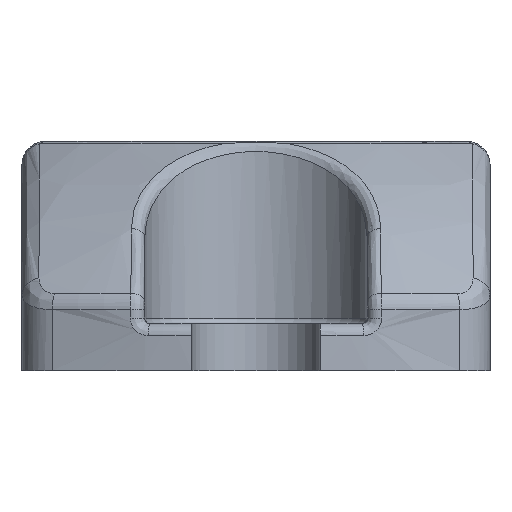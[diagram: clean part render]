
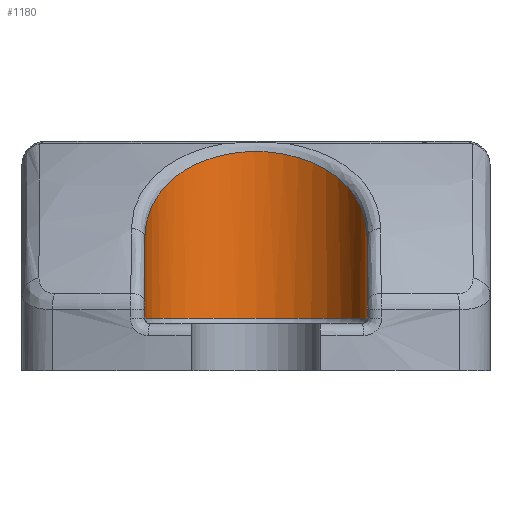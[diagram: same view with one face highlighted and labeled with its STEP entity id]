
A CAD part, front view. The second image highlights one B-rep face of the part: STEP entity #1180.
In plain terms, the highlighted cylindrical face has radius 4.75 mm (diameter 9.5 mm), a partial arc.
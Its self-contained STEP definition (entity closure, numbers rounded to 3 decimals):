
#269=CYLINDRICAL_SURFACE('',#7332,4.75);
#440=FACE_OUTER_BOUND('',#2858,.T.);
#889=B_SPLINE_CURVE_WITH_KNOTS('',3,(#10201,#10202,#10203,#10204,#10205,
#10206,#10207,#10208,#10209,#10210,#10211,#10212,#10213,#10214,#10215,#10216,
#10217,#10218,#10219,#10220,#10221,#10222,#10223,#10224,#10225,#10226,#10227,
#10228),.UNSPECIFIED.,.F.,.F.,(4,2,2,2,1,2,2,2,2,2,2,1,2,2,4),(0.,0.125,
0.188,0.219,0.234,0.242,0.25,0.5,0.625,
0.688,0.719,0.734,0.742,
0.75,1.),.UNSPECIFIED.);
#1180=ADVANCED_FACE('',(#440),#269,.F.);
#1844=LINE('',#10199,#2327);
#1845=LINE('',#10230,#2328);
#2327=VECTOR('',#7992,1.);
#2328=VECTOR('',#7995,1.);
#2858=EDGE_LOOP('',(#3464,#3465,#3466,#3467));
#3464=ORIENTED_EDGE('',*,*,#6165,.T.);
#3465=ORIENTED_EDGE('',*,*,#6166,.T.);
#3466=ORIENTED_EDGE('',*,*,#6167,.T.);
#3467=ORIENTED_EDGE('',*,*,#6168,.T.);
#5519=VERTEX_POINT('',#10181);
#5523=VERTEX_POINT('',#10198);
#5524=VERTEX_POINT('',#10229);
#5525=VERTEX_POINT('',#10231);
#6165=EDGE_CURVE('',#5519,#5523,#1844,.T.);
#6166=EDGE_CURVE('',#5523,#5524,#889,.T.);
#6167=EDGE_CURVE('',#5524,#5525,#1845,.T.);
#6168=EDGE_CURVE('',#5525,#5519,#7077,.T.);
#7077=CIRCLE('',#7331,4.75);
#7331=AXIS2_PLACEMENT_3D('',#10232,#7996,#7997);
#7332=AXIS2_PLACEMENT_3D('',#10233,#7998,#7999);
#7992=DIRECTION('',(0.,0.,1.));
#7995=DIRECTION('',(0.,0.,-1.));
#7996=DIRECTION('',(0.,0.,-1.));
#7997=DIRECTION('',(-1.,0.,0.));
#7998=DIRECTION('',(0.,0.,-1.));
#7999=DIRECTION('',(1.,0.,0.));
#10181=CARTESIAN_POINT('',(4.75,-20.471,2.25));
#10198=CARTESIAN_POINT('',(4.75,-20.471,5.667));
#10199=CARTESIAN_POINT('',(4.75,-20.471,9.5));
#10201=CARTESIAN_POINT('',(4.75,-20.471,5.667));
#10202=CARTESIAN_POINT('',(4.746,-19.816,6.234));
#10203=CARTESIAN_POINT('',(4.606,-19.211,6.727));
#10204=CARTESIAN_POINT('',(4.283,-18.427,7.356));
#10205=CARTESIAN_POINT('',(4.156,-18.186,7.547));
#10206=CARTESIAN_POINT('',(3.948,-17.856,7.806));
#10207=CARTESIAN_POINT('',(3.876,-17.751,7.887));
#10208=CARTESIAN_POINT('',(3.764,-17.601,8.003));
#10209=CARTESIAN_POINT('',(3.707,-17.529,8.059));
#10210=CARTESIAN_POINT('',(3.649,-17.459,8.112));
#10211=CARTESIAN_POINT('',(3.61,-17.413,8.147));
#10212=CARTESIAN_POINT('',(3.599,-17.4,8.157));
#10213=CARTESIAN_POINT('',(2.661,-16.33,8.968));
#10214=CARTESIAN_POINT('',(1.32,-15.754,9.363));
#10215=CARTESIAN_POINT('',(-0.641,-15.748,9.367));
#10216=CARTESIAN_POINT('',(-1.305,-15.883,9.269));
#10217=CARTESIAN_POINT('',(-2.228,-16.291,8.976));
#10218=CARTESIAN_POINT('',(-2.523,-16.461,8.853));
#10219=CARTESIAN_POINT('',(-2.937,-16.763,8.633));
#10220=CARTESIAN_POINT('',(-3.07,-16.871,8.553));
#10221=CARTESIAN_POINT('',(-3.26,-17.044,8.424));
#10222=CARTESIAN_POINT('',(-3.353,-17.134,8.358));
#10223=CARTESIAN_POINT('',(-3.443,-17.227,8.288));
#10224=CARTESIAN_POINT('',(-3.502,-17.29,8.24));
#10225=CARTESIAN_POINT('',(-3.54,-17.332,8.208));
#10226=CARTESIAN_POINT('',(-4.192,-18.07,7.649));
#10227=CARTESIAN_POINT('',(-4.742,-19.154,6.808));
#10228=CARTESIAN_POINT('',(-4.75,-20.471,5.667));
#10229=CARTESIAN_POINT('',(-4.75,-20.471,5.667));
#10230=CARTESIAN_POINT('',(-4.75,-20.471,9.5));
#10231=CARTESIAN_POINT('',(-4.75,-20.471,2.25));
#10232=CARTESIAN_POINT('',(0.,-20.5,2.25));
#10233=CARTESIAN_POINT('',(0.,-20.5,9.5));
